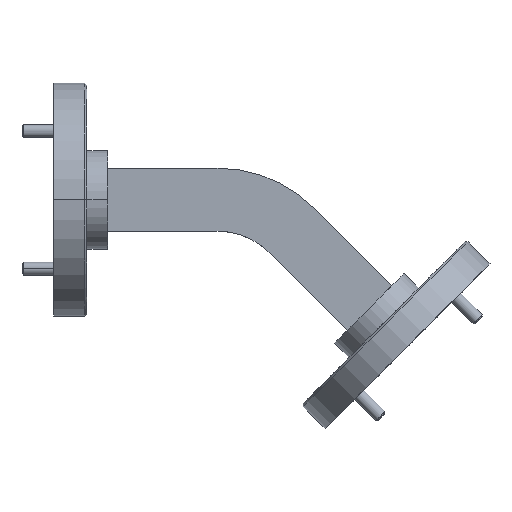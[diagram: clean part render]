
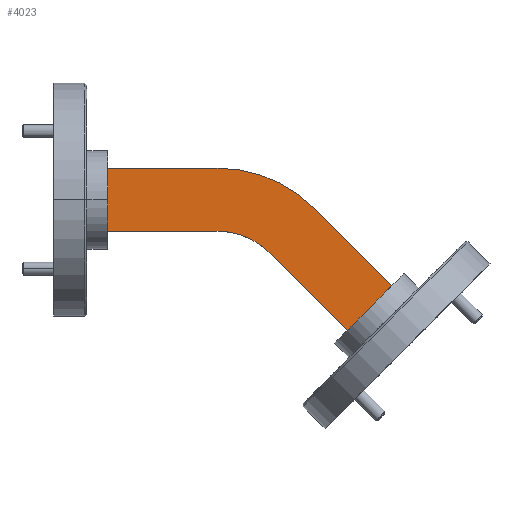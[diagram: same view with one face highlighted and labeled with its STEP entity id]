
A CAD part, top view. The second image highlights one B-rep face of the part: STEP entity #4023.
In plain terms, the highlighted planar face has unit normal (0, 0, 1).
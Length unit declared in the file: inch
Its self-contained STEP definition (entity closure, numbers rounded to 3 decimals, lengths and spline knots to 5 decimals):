
#23 = ORIENTED_EDGE ( 'NONE', *, *, #3925, .F. ) ;
#208 = VERTEX_POINT ( 'NONE', #3392 ) ;
#237 = ORIENTED_EDGE ( 'NONE', *, *, #5806, .F. ) ;
#245 = VECTOR ( 'NONE', #775, 39.37008 ) ;
#378 = CARTESIAN_POINT ( 'NONE',  ( -0.92712, 0.34482, 0.26023 ) ) ;
#775 = DIRECTION ( 'NONE',  ( -1., 0., 0. ) ) ;
#925 = CARTESIAN_POINT ( 'NONE',  ( -0.92712, 0.69282, 0.26023 ) ) ;
#970 = LINE ( 'NONE', #3297, #5857 ) ;
#1430 = VERTEX_POINT ( 'NONE', #5210 ) ;
#1445 = FACE_OUTER_BOUND ( 'NONE', #6262, .T. ) ;
#1677 = EDGE_CURVE ( 'NONE', #1430, #6270, #3410, .T. ) ;
#1741 = DIRECTION ( 'NONE',  ( 0.707, -0.707, 0. ) ) ;
#1795 = DIRECTION ( 'NONE',  ( -1., 0., 0. ) ) ;
#2138 = LINE ( 'NONE', #4452, #6759 ) ;
#2245 = EDGE_CURVE ( 'NONE', #5297, #4239, #2138, .T. ) ;
#2271 = CIRCLE ( 'NONE', #4197, 0.348 ) ;
#2384 = ORIENTED_EDGE ( 'NONE', *, *, #5094, .T. ) ;
#2521 = AXIS2_PLACEMENT_3D ( 'NONE', #925, #7385, #6714 ) ;
#2533 = PLANE ( 'NONE',  #2521 ) ;
#2588 = EDGE_CURVE ( 'NONE', #6917, #1430, #5505, .T. ) ;
#2636 = VERTEX_POINT ( 'NONE', #4890 ) ;
#2729 = DIRECTION ( 'NONE',  ( -1., 0., 0. ) ) ;
#2875 = DIRECTION ( 'NONE',  ( 0.707, -0.707, 0. ) ) ;
#2903 = ORIENTED_EDGE ( 'NONE', *, *, #1677, .F. ) ;
#2972 = VECTOR ( 'NONE', #5693, 39.37008 ) ;
#3297 = CARTESIAN_POINT ( 'NONE',  ( -0.68105, 0.59089, 0.26023 ) ) ;
#3392 = CARTESIAN_POINT ( 'NONE',  ( -0.46609, 0.80585, 0.26023 ) ) ;
#3410 = LINE ( 'NONE', #3886, #2972 ) ;
#3439 = LINE ( 'NONE', #5726, #4708 ) ;
#3577 = VECTOR ( 'NONE', #1795, 39.37008 ) ;
#3886 = CARTESIAN_POINT ( 'NONE',  ( -1.46001, 0.69282, 0.26023 ) ) ;
#3900 = DIRECTION ( 'NONE',  ( -0.707, -0.707, 0. ) ) ;
#3925 = EDGE_CURVE ( 'NONE', #2636, #208, #7446, .T. ) ;
#4023 = ADVANCED_FACE ( 'NONE', ( #1445 ), #2533, .T. ) ;
#4039 = DIRECTION ( 'NONE',  ( -1., 0., 0. ) ) ;
#4197 = AXIS2_PLACEMENT_3D ( 'NONE', #378, #6163, #2729 ) ;
#4239 = VERTEX_POINT ( 'NONE', #7109 ) ;
#4452 = CARTESIAN_POINT ( 'NONE',  ( -0.37631, 0.142, 0.26023 ) ) ;
#4618 = DIRECTION ( 'NONE',  ( 0., 0., -1. ) ) ;
#4708 = VECTOR ( 'NONE', #2875, 39.37008 ) ;
#4764 = ORIENTED_EDGE ( 'NONE', *, *, #5121, .T. ) ;
#4890 = CARTESIAN_POINT ( 'NONE',  ( -0.92712, 0.99682, 0.26023 ) ) ;
#5004 = CARTESIAN_POINT ( 'NONE',  ( -0.68105, 0.59089, 0.26023 ) ) ;
#5094 = EDGE_CURVE ( 'NONE', #6471, #4239, #970, .T. ) ;
#5121 = EDGE_CURVE ( 'NONE', #2636, #6270, #6413, .T. ) ;
#5210 = CARTESIAN_POINT ( 'NONE',  ( -1.46001, 0.69282, 0.26023 ) ) ;
#5297 = VERTEX_POINT ( 'NONE', #6653 ) ;
#5505 = LINE ( 'NONE', #5983, #245 ) ;
#5677 = ORIENTED_EDGE ( 'NONE', *, *, #5846, .T. ) ;
#5693 = DIRECTION ( 'NONE',  ( 0., 1., 0. ) ) ;
#5726 = CARTESIAN_POINT ( 'NONE',  ( -0.46609, 0.80585, 0.26023 ) ) ;
#5806 = EDGE_CURVE ( 'NONE', #208, #5297, #3439, .T. ) ;
#5841 = CARTESIAN_POINT ( 'NONE',  ( -0.92712, 0.34482, 0.26023 ) ) ;
#5846 = EDGE_CURVE ( 'NONE', #6917, #6471, #2271, .T. ) ;
#5857 = VECTOR ( 'NONE', #1741, 39.37008 ) ;
#5886 = CARTESIAN_POINT ( 'NONE',  ( -0.92712, 0.99682, 0.26023 ) ) ;
#5957 = ORIENTED_EDGE ( 'NONE', *, *, #2588, .F. ) ;
#5983 = CARTESIAN_POINT ( 'NONE',  ( -0.92712, 0.69282, 0.26023 ) ) ;
#6008 = AXIS2_PLACEMENT_3D ( 'NONE', #5841, #4618, #4039 ) ;
#6163 = DIRECTION ( 'NONE',  ( 0., 0., -1. ) ) ;
#6262 = EDGE_LOOP ( 'NONE', ( #6665, #237, #23, #4764, #2903, #5957, #5677, #2384 ) ) ;
#6270 = VERTEX_POINT ( 'NONE', #7471 ) ;
#6413 = LINE ( 'NONE', #5886, #3577 ) ;
#6471 = VERTEX_POINT ( 'NONE', #5004 ) ;
#6653 = CARTESIAN_POINT ( 'NONE',  ( -0.08927, 0.42904, 0.26023 ) ) ;
#6665 = ORIENTED_EDGE ( 'NONE', *, *, #2245, .F. ) ;
#6714 = DIRECTION ( 'NONE',  ( 1., 0., 0. ) ) ;
#6759 = VECTOR ( 'NONE', #3900, 39.37008 ) ;
#6892 = CARTESIAN_POINT ( 'NONE',  ( -0.92712, 0.69282, 0.26023 ) ) ;
#6917 = VERTEX_POINT ( 'NONE', #6892 ) ;
#7109 = CARTESIAN_POINT ( 'NONE',  ( -0.30423, 0.21408, 0.26023 ) ) ;
#7385 = DIRECTION ( 'NONE',  ( 0., 0., 1. ) ) ;
#7446 = CIRCLE ( 'NONE', #6008, 0.652 ) ;
#7471 = CARTESIAN_POINT ( 'NONE',  ( -1.46001, 0.99682, 0.26023 ) ) ;
